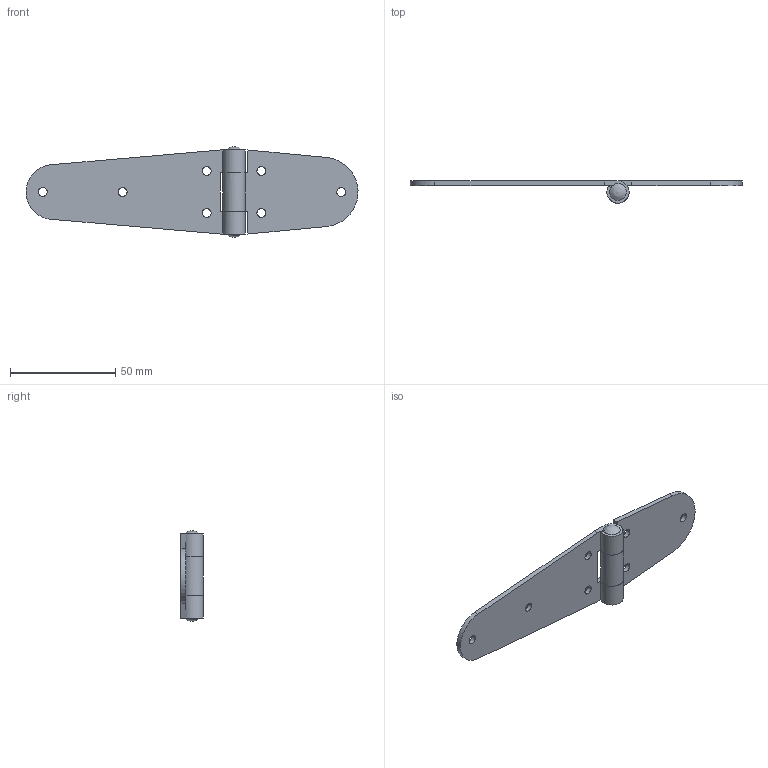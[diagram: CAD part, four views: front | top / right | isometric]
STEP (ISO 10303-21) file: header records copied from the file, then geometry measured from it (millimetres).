
FILE_DESCRIPTION((''),'2;1');
FILE_NAME('','2005-04-20T10:21:39',(''),(''),'','CADfix','');
FILE_SCHEMA(('AUTOMOTIVE_DESIGN'));
Length unit declared in the file: millimetre
Products named in the file (4): hinge piece_B; hinge piece_A; shaft; TH_85_1_18205_36
Assembly tree (3 placements, depth 2):
  TH_85_1_18205_36
    hinge piece_B
    hinge piece_A
    shaft
Bounding box: 157.97 x 10.59 x 43.2 mm (x, y, z)
Volume: 14282.9 mm3; surface area: 13813.4 mm2
Topology: 3 solids, 3 shells, 48 faces, 156 edges, 116 vertices
Faces by surface type: bspline 48
Entity records: 2023 total; most frequent: CARTESIAN_POINT 1062, ORIENTED_EDGE 312, EDGE_CURVE 156, VERTEX_POINT 116, QUASI_UNIFORM_CURVE 72, EDGE_LOOP 64, FACE_OUTER_BOUND 48, ADVANCED_FACE 48
